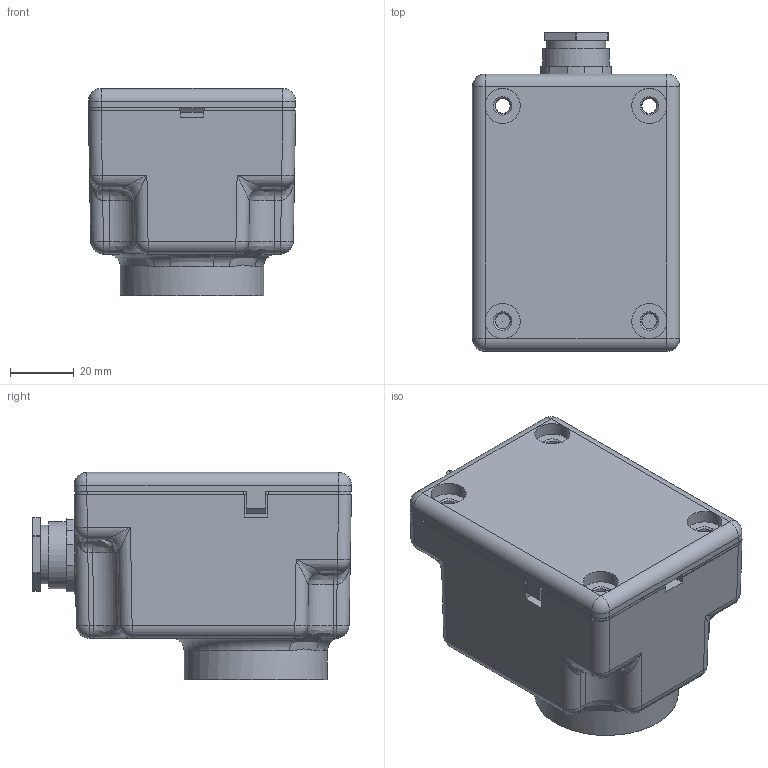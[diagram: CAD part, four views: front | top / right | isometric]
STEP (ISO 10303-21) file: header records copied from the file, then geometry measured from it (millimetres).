
FILE_DESCRIPTION(/* description */ (''),/* implementation_level */ '2;1');
FILE_NAME(/* name */ 'QRA10-kpl..stp',/* time_stamp */ '2009-06-26T08:27:07+02:00',/* author */ (''),/* organization */ (''),/* preprocessor_version */ 'ST-DEVELOPER v11',/* originating_system */ 'SIEMENS UGS NX 6.0',/* authorisation */ '');
FILE_SCHEMA (('AUTOMOTIVE_DESIGN { 1 0 10303 214 1 1 1 1 }'));
Length unit declared in the file: millimetre
Products named in the file (8): 013920_00; 013922_00; 013923_00; 013913_00; 013882_00; 013859_00; 013927_00; 013908_00
Assembly tree (7 placements, depth 3):
  013908_00
    013859_00
    013882_00
    013913_00
    013927_00
      013923_00
      013922_00
      013920_00
Bounding box: 65 x 100 x 65 mm (x, y, z)
Volume: 290259.3 mm3; surface area: 53210.5 mm2
Topology: 7 solids, 7 shells, 233 faces, 577 edges, 334 vertices
Faces by surface type: cylinder 90, plane 86, bspline 27, sphere 16, cone 11, torus 3
Full cylindrical faces by diameter (mm): 4.65 x4, 4.8 x4, 7 x4, 11 x4, 18 x1, 18.4 x1, 18.5 x1, 21 x1, 24 x1, 45 x1
Entity records: 7152 total; most frequent: CARTESIAN_POINT 1726, DIRECTION 1163, ORIENTED_EDGE 1010, EDGE_CURVE 505, AXIS2_PLACEMENT_3D 452, VERTEX_POINT 320, EDGE_LOOP 289, LINE 259
